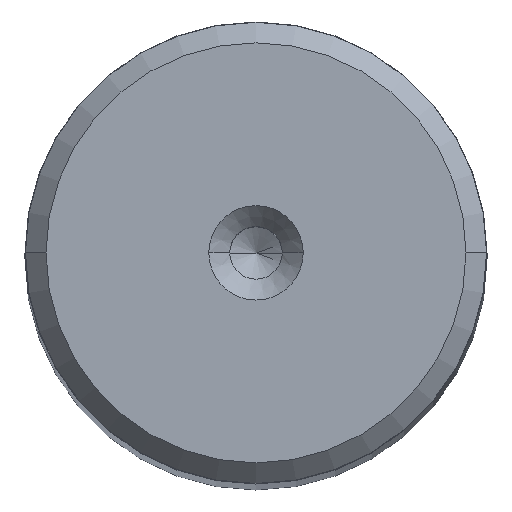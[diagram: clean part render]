
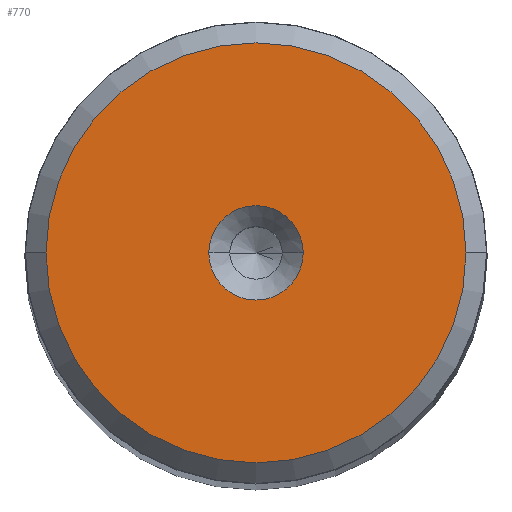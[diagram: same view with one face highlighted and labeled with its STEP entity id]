
A CAD part, top view. The second image highlights one B-rep face of the part: STEP entity #770.
In plain terms, the highlighted planar face has unit normal (0, 0, 1).
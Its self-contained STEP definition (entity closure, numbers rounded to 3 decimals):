
#189 = CIRCLE ( 'NONE', #205, 10.009 ) ;
#205 = AXIS2_PLACEMENT_3D ( 'NONE', #380, #1643, #2014 ) ;
#246 = ORIENTED_EDGE ( 'NONE', *, *, #2263, .T. ) ;
#251 = CARTESIAN_POINT ( 'NONE',  ( 2.25, 0., 170. ) ) ;
#278 = CIRCLE ( 'NONE', #562, 2.25 ) ;
#282 = DIRECTION ( 'NONE',  ( 1., 0., 0. ) ) ;
#380 = CARTESIAN_POINT ( 'NONE',  ( 0., 0., 170. ) ) ;
#432 = CIRCLE ( 'NONE', #617, 2.25 ) ;
#483 = CARTESIAN_POINT ( 'NONE',  ( 10.009, 0., 170. ) ) ;
#497 = DIRECTION ( 'NONE',  ( 1., 0., 0. ) ) ;
#511 = EDGE_CURVE ( 'NONE', #1636, #694, #432, .T. ) ;
#539 = EDGE_CURVE ( 'NONE', #2012, #1896, #2301, .T. ) ;
#562 = AXIS2_PLACEMENT_3D ( 'NONE', #1297, #1087, #912 ) ;
#601 = EDGE_LOOP ( 'NONE', ( #246, #1399 ) ) ;
#613 = FACE_BOUND ( 'NONE', #631, .T. ) ;
#617 = AXIS2_PLACEMENT_3D ( 'NONE', #2277, #1196, #634 ) ;
#631 = EDGE_LOOP ( 'NONE', ( #887, #1396 ) ) ;
#634 = DIRECTION ( 'NONE',  ( 1., 0., 0. ) ) ;
#658 = CARTESIAN_POINT ( 'NONE',  ( 0., 0., 170. ) ) ;
#694 = VERTEX_POINT ( 'NONE', #1064 ) ;
#770 = ADVANCED_FACE ( 'NONE', ( #613, #2081 ), #2290, .T. ) ;
#887 = ORIENTED_EDGE ( 'NONE', *, *, #511, .F. ) ;
#912 = DIRECTION ( 'NONE',  ( 1., 0., 0. ) ) ;
#1064 = CARTESIAN_POINT ( 'NONE',  ( -2.25, 0., 170. ) ) ;
#1087 = DIRECTION ( 'NONE',  ( 0., 0., 1. ) ) ;
#1196 = DIRECTION ( 'NONE',  ( 0., 0., 1. ) ) ;
#1238 = CARTESIAN_POINT ( 'NONE',  ( -10.009, 0., 170. ) ) ;
#1297 = CARTESIAN_POINT ( 'NONE',  ( 0., 0., 170. ) ) ;
#1354 = AXIS2_PLACEMENT_3D ( 'NONE', #1935, #1780, #497 ) ;
#1396 = ORIENTED_EDGE ( 'NONE', *, *, #2051, .F. ) ;
#1399 = ORIENTED_EDGE ( 'NONE', *, *, #539, .T. ) ;
#1636 = VERTEX_POINT ( 'NONE', #251 ) ;
#1643 = DIRECTION ( 'NONE',  ( 0., 0., 1. ) ) ;
#1742 = AXIS2_PLACEMENT_3D ( 'NONE', #658, #1917, #282 ) ;
#1780 = DIRECTION ( 'NONE',  ( 0., 0., 1. ) ) ;
#1896 = VERTEX_POINT ( 'NONE', #1238 ) ;
#1917 = DIRECTION ( 'NONE',  ( 0., 0., 1. ) ) ;
#1935 = CARTESIAN_POINT ( 'NONE',  ( 0., 0., 170. ) ) ;
#2012 = VERTEX_POINT ( 'NONE', #483 ) ;
#2014 = DIRECTION ( 'NONE',  ( 1., 0., 0. ) ) ;
#2051 = EDGE_CURVE ( 'NONE', #694, #1636, #278, .T. ) ;
#2081 = FACE_OUTER_BOUND ( 'NONE', #601, .T. ) ;
#2263 = EDGE_CURVE ( 'NONE', #1896, #2012, #189, .T. ) ;
#2277 = CARTESIAN_POINT ( 'NONE',  ( 0., 0., 170. ) ) ;
#2290 = PLANE ( 'NONE',  #1354 ) ;
#2301 = CIRCLE ( 'NONE', #1742, 10.009 ) ;
